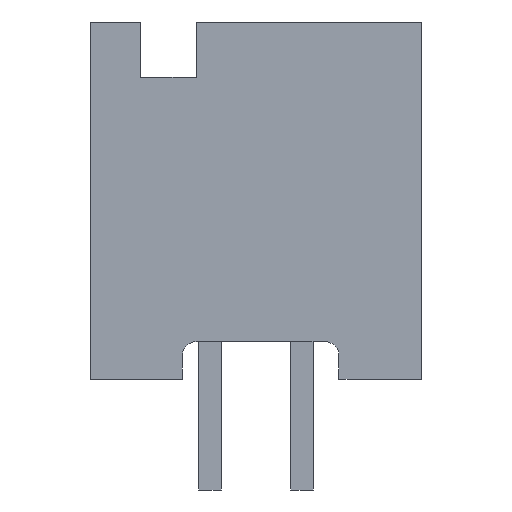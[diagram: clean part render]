
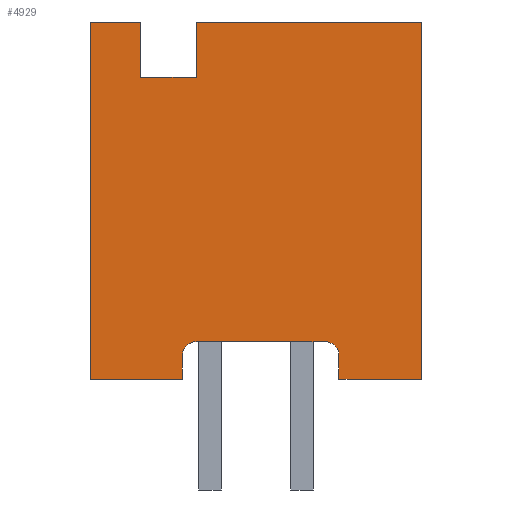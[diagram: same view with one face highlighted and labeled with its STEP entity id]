
A CAD part, left-side view. The second image highlights one B-rep face of the part: STEP entity #4929.
In plain terms, the highlighted planar face has unit normal (-1, 0, 0).
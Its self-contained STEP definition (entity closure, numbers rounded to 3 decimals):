
#84=DIRECTION('',(0.,-1.,0.));
#85=VECTOR('',#84,6.223);
#86=CARTESIAN_POINT('',(-20.32,1.651,0.));
#87=LINE('',#86,#85);
#116=DIRECTION('',(0.,-1.,0.));
#117=VECTOR('',#116,1.397);
#118=CARTESIAN_POINT('',(-20.32,4.572,0.));
#119=LINE('',#118,#117);
#240=DIRECTION('',(0.,0.,-1.));
#241=VECTOR('',#240,0.66);
#242=CARTESIAN_POINT('',(-20.32,2.032,-9.195));
#243=LINE('',#242,#241);
#244=DIRECTION('',(0.,0.,1.));
#245=VECTOR('',#244,9.855);
#246=CARTESIAN_POINT('',(-20.32,4.572,-9.855));
#247=LINE('',#246,#245);
#248=DIRECTION('',(0.,0.,-1.));
#249=VECTOR('',#248,1.524);
#250=CARTESIAN_POINT('',(-20.32,3.175,0.));
#251=LINE('',#250,#249);
#252=DIRECTION('',(0.,1.,0.));
#253=VECTOR('',#252,1.524);
#254=CARTESIAN_POINT('',(-20.32,1.651,-1.524));
#255=LINE('',#254,#253);
#256=DIRECTION('',(0.,0.,-1.));
#257=VECTOR('',#256,1.524);
#258=CARTESIAN_POINT('',(-20.32,1.651,0.));
#259=LINE('',#258,#257);
#692=DIRECTION('',(0.,-1.,0.));
#693=VECTOR('',#692,3.556);
#694=CARTESIAN_POINT('',(-20.32,1.651,-8.814));
#695=LINE('',#694,#693);
#2978=DIRECTION('',(0.,1.,0.));
#2979=VECTOR('',#2978,2.54);
#2980=CARTESIAN_POINT('',(-20.32,2.032,-9.855));
#2981=LINE('',#2980,#2979);
#2990=DIRECTION('',(0.,1.,0.));
#2991=VECTOR('',#2990,2.286);
#2992=CARTESIAN_POINT('',(-20.32,-4.572,-9.855));
#2993=LINE('',#2992,#2991);
#3283=CARTESIAN_POINT('',(-20.32,1.651,-9.195));
#3284=DIRECTION('',(1.,0.,0.));
#3285=DIRECTION('',(0.,1.,0.));
#3286=AXIS2_PLACEMENT_3D('',#3283,#3284,#3285);
#3292=DIRECTION('',(0.,0.,1.));
#3293=VECTOR('',#3292,9.855);
#3294=CARTESIAN_POINT('',(-20.32,-4.572,-9.855));
#3295=LINE('',#3294,#3293);
#3308=CARTESIAN_POINT('',(-20.32,-1.905,-9.195));
#3309=DIRECTION('',(1.,0.,0.));
#3310=DIRECTION('',(0.,0.,1.));
#3311=AXIS2_PLACEMENT_3D('',#3308,#3309,#3310);
#3322=DIRECTION('',(0.,0.,-1.));
#3323=VECTOR('',#3322,0.66);
#3324=CARTESIAN_POINT('',(-20.32,-2.286,-9.195));
#3325=LINE('',#3324,#3323);
#3550=CARTESIAN_POINT('',(-20.32,-4.572,0.));
#3552=VERTEX_POINT('',#3550);
#3570=CARTESIAN_POINT('',(-20.32,4.572,-9.855));
#3572=VERTEX_POINT('',#3570);
#3576=CARTESIAN_POINT('',(-20.32,2.032,-9.855));
#3577=VERTEX_POINT('',#3576);
#3578=CARTESIAN_POINT('',(-20.32,-4.572,-9.855));
#3579=CARTESIAN_POINT('',(-20.32,-2.286,-9.855));
#3580=VERTEX_POINT('',#3578);
#3581=VERTEX_POINT('',#3579);
#3606=CARTESIAN_POINT('',(-20.32,4.572,0.));
#3607=VERTEX_POINT('',#3606);
#3638=CARTESIAN_POINT('',(-20.32,1.651,0.));
#3639=CARTESIAN_POINT('',(-20.32,1.651,-1.524));
#3640=VERTEX_POINT('',#3638);
#3641=VERTEX_POINT('',#3639);
#3642=CARTESIAN_POINT('',(-20.32,3.175,-1.524));
#3643=VERTEX_POINT('',#3642);
#3644=CARTESIAN_POINT('',(-20.32,3.175,0.));
#3645=VERTEX_POINT('',#3644);
#3788=CARTESIAN_POINT('',(-20.32,1.651,-8.814));
#3790=VERTEX_POINT('',#3788);
#3792=CARTESIAN_POINT('',(-20.32,2.032,-9.195));
#3794=VERTEX_POINT('',#3792);
#3795=CARTESIAN_POINT('',(-20.32,-1.905,-8.814));
#3797=VERTEX_POINT('',#3795);
#3799=CARTESIAN_POINT('',(-20.32,-2.286,-9.195));
#3801=VERTEX_POINT('',#3799);
#4897=CARTESIAN_POINT('',(-20.32,4.572,0.));
#4898=DIRECTION('',(-1.,0.,0.));
#4899=DIRECTION('',(0.,-1.,0.));
#4900=AXIS2_PLACEMENT_3D('',#4897,#4898,#4899);
#4901=PLANE('',#4900);
#4903=ORIENTED_EDGE('',*,*,#4902,.F.);
#4905=ORIENTED_EDGE('',*,*,#4904,.F.);
#4907=ORIENTED_EDGE('',*,*,#4906,.T.);
#4909=ORIENTED_EDGE('',*,*,#4908,.T.);
#4911=ORIENTED_EDGE('',*,*,#4910,.T.);
#4912=ORIENTED_EDGE('',*,*,#4714,.T.);
#4914=ORIENTED_EDGE('',*,*,#4913,.T.);
#4916=ORIENTED_EDGE('',*,*,#4915,.F.);
#4917=ORIENTED_EDGE('',*,*,#4871,.F.);
#4918=ORIENTED_EDGE('',*,*,#4690,.T.);
#4920=ORIENTED_EDGE('',*,*,#4919,.F.);
#4922=ORIENTED_EDGE('',*,*,#4921,.T.);
#4924=ORIENTED_EDGE('',*,*,#4923,.F.);
#4926=ORIENTED_EDGE('',*,*,#4925,.F.);
#4927=EDGE_LOOP('',(#4903,#4905,#4907,#4909,#4911,#4912,#4914,#4916,#4917,#4918,
#4920,#4922,#4924,#4926));
#4928=FACE_OUTER_BOUND('',#4927,.F.);
#4929=ADVANCED_FACE('',(#4928),#4901,.T.);
#3287=CIRCLE('',#3286,0.381);
#3312=CIRCLE('',#3311,0.381);
#4690=EDGE_CURVE('',#3640,#3552,#87,.T.);
#4714=EDGE_CURVE('',#3607,#3645,#119,.T.);
#4871=EDGE_CURVE('',#3640,#3641,#259,.T.);
#4902=EDGE_CURVE('',#3790,#3797,#695,.T.);
#4904=EDGE_CURVE('',#3794,#3790,#3287,.T.);
#4906=EDGE_CURVE('',#3794,#3577,#243,.T.);
#4908=EDGE_CURVE('',#3577,#3572,#2981,.T.);
#4910=EDGE_CURVE('',#3572,#3607,#247,.T.);
#4913=EDGE_CURVE('',#3645,#3643,#251,.T.);
#4915=EDGE_CURVE('',#3641,#3643,#255,.T.);
#4919=EDGE_CURVE('',#3580,#3552,#3295,.T.);
#4921=EDGE_CURVE('',#3580,#3581,#2993,.T.);
#4923=EDGE_CURVE('',#3801,#3581,#3325,.T.);
#4925=EDGE_CURVE('',#3797,#3801,#3312,.T.);
